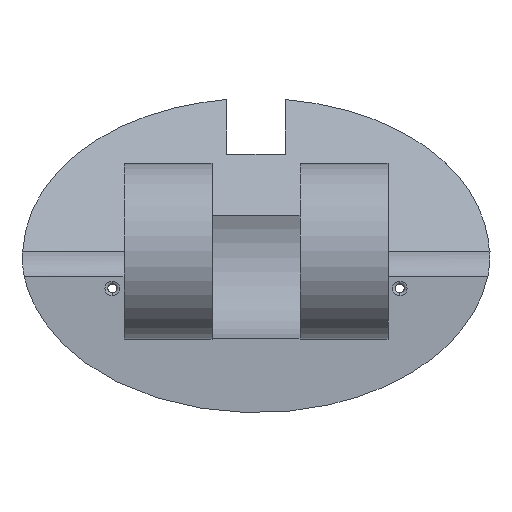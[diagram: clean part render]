
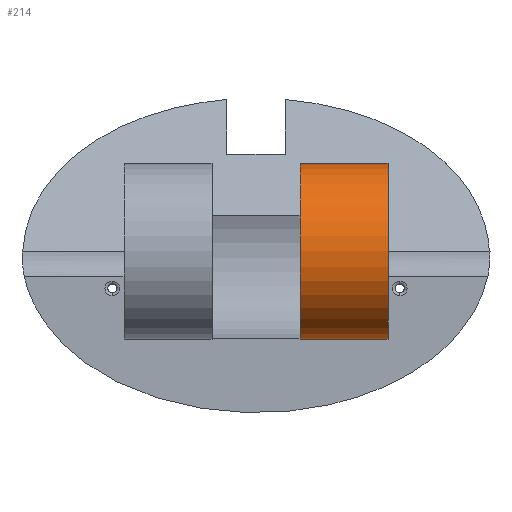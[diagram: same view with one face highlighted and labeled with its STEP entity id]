
A CAD part, front view. The second image highlights one B-rep face of the part: STEP entity #214.
In plain terms, the highlighted cylindrical face has radius 3 mm (diameter 6 mm), a partial arc.
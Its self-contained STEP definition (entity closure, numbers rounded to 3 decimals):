
#165 = DIRECTION ( 'NONE',  ( 0., 0., 1. ) ) ;
#214 = ADVANCED_FACE ( 'NONE', ( #349 ), #365, .T. ) ;
#270 = AXIS2_PLACEMENT_3D ( 'NONE', #2249, #876, #658 ) ;
#349 = FACE_OUTER_BOUND ( 'NONE', #1528, .T. ) ;
#365 = CYLINDRICAL_SURFACE ( 'NONE', #2022, 3. ) ;
#445 = CARTESIAN_POINT ( 'NONE',  ( 1.5, -11.854, -2.556 ) ) ;
#589 = VERTEX_POINT ( 'NONE', #445 ) ;
#622 = CARTESIAN_POINT ( 'NONE',  ( 4.5, -11.854, 3.444 ) ) ;
#626 = EDGE_CURVE ( 'NONE', #2162, #589, #1065, .T. ) ;
#658 = DIRECTION ( 'NONE',  ( 0., 0., -1. ) ) ;
#798 = ORIENTED_EDGE ( 'NONE', *, *, #626, .T. ) ;
#857 = DIRECTION ( 'NONE',  ( -1., 0., 0. ) ) ;
#876 = DIRECTION ( 'NONE',  ( 1., 0., 0. ) ) ;
#966 = CARTESIAN_POINT ( 'NONE',  ( 4.5, -11.854, 0.444 ) ) ;
#974 = CARTESIAN_POINT ( 'NONE',  ( 4.5, -11.854, -2.556 ) ) ;
#1015 = DIRECTION ( 'NONE',  ( -1., 0., 0. ) ) ;
#1065 = CIRCLE ( 'NONE', #270, 3. ) ;
#1111 = EDGE_CURVE ( 'NONE', #2078, #589, #2394, .T. ) ;
#1149 = DIRECTION ( 'NONE',  ( -1., 0., 0. ) ) ;
#1182 = CARTESIAN_POINT ( 'NONE',  ( 1.5, -11.854, 3.444 ) ) ;
#1193 = ORIENTED_EDGE ( 'NONE', *, *, #1794, .F. ) ;
#1207 = CARTESIAN_POINT ( 'NONE',  ( 4.5, -11.854, -2.556 ) ) ;
#1253 = DIRECTION ( 'NONE',  ( 0., 0., -1. ) ) ;
#1346 = AXIS2_PLACEMENT_3D ( 'NONE', #1446, #2234, #1253 ) ;
#1443 = LINE ( 'NONE', #622, #1919 ) ;
#1446 = CARTESIAN_POINT ( 'NONE',  ( 4.5, -11.854, 0.444 ) ) ;
#1528 = EDGE_LOOP ( 'NONE', ( #2158, #1193, #1635, #798 ) ) ;
#1635 = ORIENTED_EDGE ( 'NONE', *, *, #2313, .T. ) ;
#1794 = EDGE_CURVE ( 'NONE', #2051, #2078, #2235, .T. ) ;
#1919 = VECTOR ( 'NONE', #857, 1000. ) ;
#2022 = AXIS2_PLACEMENT_3D ( 'NONE', #966, #1149, #165 ) ;
#2051 = VERTEX_POINT ( 'NONE', #2325 ) ;
#2055 = VECTOR ( 'NONE', #1015, 1000. ) ;
#2078 = VERTEX_POINT ( 'NONE', #974 ) ;
#2158 = ORIENTED_EDGE ( 'NONE', *, *, #1111, .F. ) ;
#2162 = VERTEX_POINT ( 'NONE', #1182 ) ;
#2234 = DIRECTION ( 'NONE',  ( 1., 0., 0. ) ) ;
#2235 = CIRCLE ( 'NONE', #1346, 3. ) ;
#2249 = CARTESIAN_POINT ( 'NONE',  ( 1.5, -11.854, 0.444 ) ) ;
#2313 = EDGE_CURVE ( 'NONE', #2051, #2162, #1443, .T. ) ;
#2325 = CARTESIAN_POINT ( 'NONE',  ( 4.5, -11.854, 3.444 ) ) ;
#2394 = LINE ( 'NONE', #1207, #2055 ) ;
